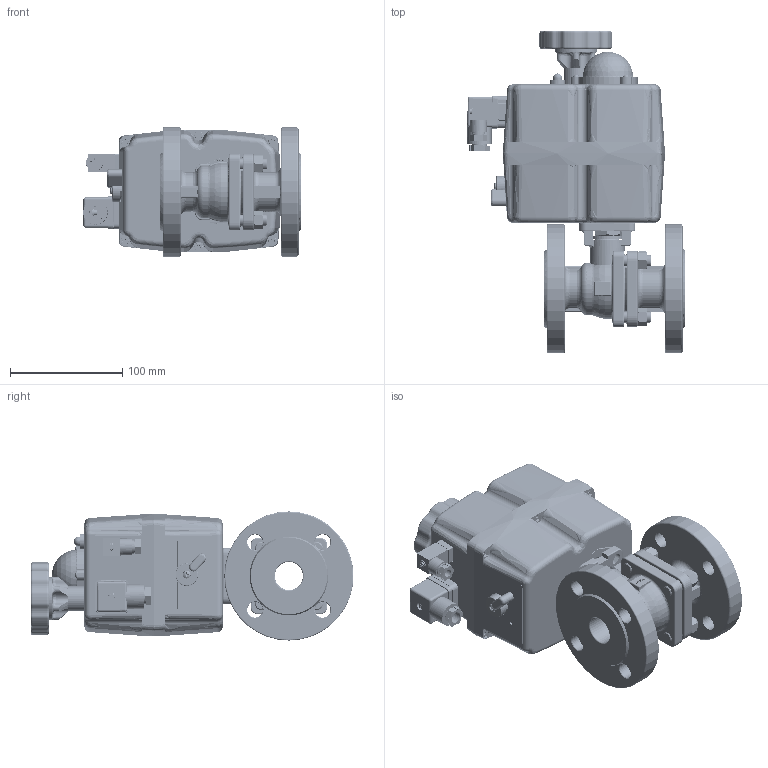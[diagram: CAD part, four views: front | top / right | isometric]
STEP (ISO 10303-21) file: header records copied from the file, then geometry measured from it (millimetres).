
FILE_DESCRIPTION (( 'STEP AP214' ), '1' );
FILE_NAME ('KH155-DN25-PN40-Flanschkugelhahn-Elektrischer-Schwenkantrieb-J4C-S20-24V-240V-Fergo.STEP', '2023-05-15T09:55:39', ( '' ), ( '' ), 'SwSTEP 2.0', 'SolidWorks 2022', '' );
FILE_SCHEMA (( 'AUTOMOTIVE_DESIGN' ));
Length unit declared in the file: millimetre
Products named in the file (3): KH155-DN25PN40FL1-4408F4; KH155-DN25-PN40-Flanschkugelhahn-Elektrischer-Schwenkantrieb-J4C-S20-24V-240V-Fergo; J&J S-20+35
Assembly tree (2 placements, depth 2):
  KH155-DN25-PN40-Flanschkugelhahn-Elektrischer-Schwenkantrieb-J4C-S20-24V-240V-Fergo
    KH155-DN25PN40FL1-4408F4
    J&J S-20+35
Bounding box: 193.71 x 287.5 x 115 mm (x, y, z)
Volume: 1017355.2 mm3; surface area: 393399.9 mm2
Topology: 75 solids, 75 shells, 5931 faces, 14598 edges, 8884 vertices
Faces by surface type: cylinder 1831, plane 1555, cone 1294, torus 684, bspline 433, sphere 134
Entity records: 238926 total; most frequent: CARTESIAN_POINT 88441, DIRECTION 30590, ORIENTED_EDGE 28924, EDGE_CURVE 14462, AXIS2_PLACEMENT_3D 12256, VERTEX_POINT 8878, CIRCLE 6753, EDGE_LOOP 6358
